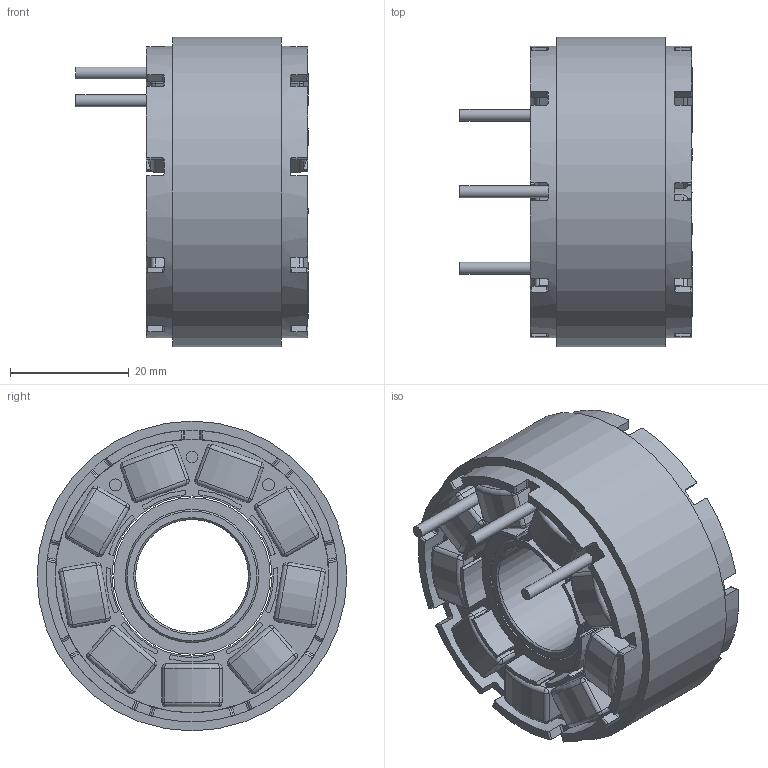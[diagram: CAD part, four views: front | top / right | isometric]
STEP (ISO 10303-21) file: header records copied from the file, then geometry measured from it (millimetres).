
FILE_DESCRIPTION(/* description */ (''),/* implementation_level */ '2;1');
FILE_NAME(/* name */ '4611130002656.stp',/* time_stamp */ '2024-08-05T16:05:37-07:00',/* author */ ('Harryle'),/* organization */ (''),/* preprocessor_version */ 'ST-DEVELOPER v19.2',/* originating_system */ 'Autodesk Inventor 2023',/* authorisation */ '');
FILE_SCHEMA (('AUTOMOTIVE_DESIGN { 1 0 10303 214 3 1 1 }'));
Length unit declared in the file: inch
Products named in the file (1): 4611130002656 (detail assm)
Bounding box: 39.01 x 52.1 x 52.1 mm (x, y, z)
Volume: 41056.1 mm3; surface area: 18931.2 mm2
Topology: 5 solids, 5 shells, 733 faces, 1887 edges, 1187 vertices
Faces by surface type: cylinder 373, plane 212, torus 72, sphere 72, cone 4
Full cylindrical faces by diameter (mm): 2 x3, 19 x1, 22.4 x2, 26.3 x1, 26.9 x1, 46 x2, 49 x2, 52.1 x1
Entity records: 26834 total; most frequent: CARTESIAN_POINT 8122, DIRECTION 3821, ORIENTED_EDGE 3774, EDGE_CURVE 1887, AXIS2_PLACEMENT_3D 1488, VERTEX_POINT 1186, LINE 845, VECTOR 845
